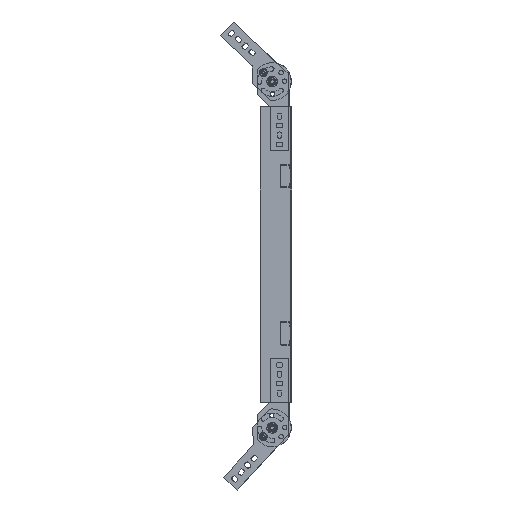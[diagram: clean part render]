
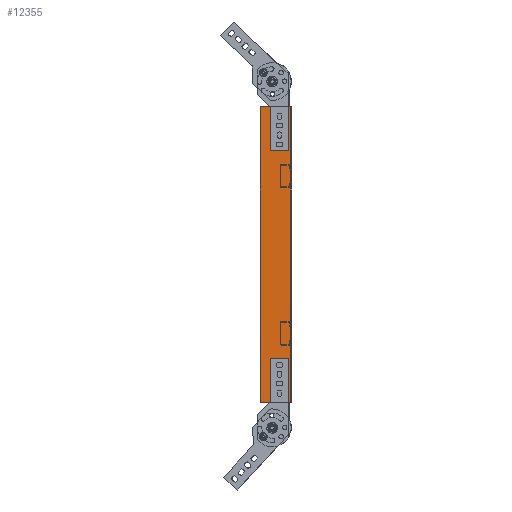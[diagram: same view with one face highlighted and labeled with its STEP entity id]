
A CAD part, left-side view. The second image highlights one B-rep face of the part: STEP entity #12355.
In plain terms, the highlighted planar face has unit normal (-1, 0, 0).
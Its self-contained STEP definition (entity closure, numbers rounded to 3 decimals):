
#668 = CARTESIAN_POINT ( 'NONE',  ( -384.243, -19.833, -235. ) ) ;
#672 = CARTESIAN_POINT ( 'NONE',  ( -384.243, 12.868, 165. ) ) ;
#681 = CARTESIAN_POINT ( 'NONE',  ( -384.243, 28.367, 235. ) ) ;
#687 = CARTESIAN_POINT ( 'NONE',  ( -384.243, -17.133, -235. ) ) ;
#694 = CARTESIAN_POINT ( 'NONE',  ( -384.243, 12.868, -165. ) ) ;
#866 = CARTESIAN_POINT ( 'NONE',  ( -384.243, -17.133, 235. ) ) ;
#868 = CARTESIAN_POINT ( 'NONE',  ( -384.243, -17.133, -165. ) ) ;
#877 = CARTESIAN_POINT ( 'NONE',  ( -384.243, 12.868, 235. ) ) ;
#879 = CARTESIAN_POINT ( 'NONE',  ( -384.243, 12.868, -235. ) ) ;
#880 = CARTESIAN_POINT ( 'NONE',  ( -384.243, -17.133, 165. ) ) ;
#890 = CARTESIAN_POINT ( 'NONE',  ( -384.243, 28.367, -235. ) ) ;
#898 = CARTESIAN_POINT ( 'NONE',  ( -384.243, -19.833, 235. ) ) ;
#2058 = VECTOR ( 'NONE', #2612, 1000. ) ;
#2059 = LINE ( 'NONE', #2613, #2058 ) ;
#2612 = DIRECTION ( 'NONE',  ( 0., 1., 0. ) ) ;
#2613 = CARTESIAN_POINT ( 'NONE',  ( -384.243, 28.367, -235. ) ) ;
#3583 = DIRECTION ( 'NONE',  ( 0., 1., 0. ) ) ;
#3585 = CARTESIAN_POINT ( 'NONE',  ( -384.243, 7.867, -165. ) ) ;
#3590 = DIRECTION ( 'NONE',  ( 0., 0., 1. ) ) ;
#3591 = CARTESIAN_POINT ( 'NONE',  ( -384.243, 12.868, -119.228 ) ) ;
#3594 = DIRECTION ( 'NONE',  ( 0., 1., 0. ) ) ;
#3601 = DIRECTION ( 'NONE',  ( 0., 0., 1. ) ) ;
#3605 = CARTESIAN_POINT ( 'NONE',  ( -384.243, 28.367, -235. ) ) ;
#3606 = DIRECTION ( 'NONE',  ( 0., 1., 0. ) ) ;
#3608 = CARTESIAN_POINT ( 'NONE',  ( -384.243, 28.367, 235. ) ) ;
#3610 = DIRECTION ( 'NONE',  ( 0., 0., -1. ) ) ;
#3616 = DIRECTION ( 'NONE',  ( 0., 1., 0. ) ) ;
#3618 = CARTESIAN_POINT ( 'NONE',  ( -384.243, 7.867, 165. ) ) ;
#3619 = DIRECTION ( 'NONE',  ( 0., 0., -1. ) ) ;
#3620 = CARTESIAN_POINT ( 'NONE',  ( -384.243, -17.133, 119.228 ) ) ;
#3622 = DIRECTION ( 'NONE',  ( 0., 1., 0. ) ) ;
#3624 = CARTESIAN_POINT ( 'NONE',  ( -384.243, 28.367, -235. ) ) ;
#3627 = CARTESIAN_POINT ( 'NONE',  ( -384.243, 12.868, 119.228 ) ) ;
#3636 = CARTESIAN_POINT ( 'NONE',  ( -384.243, 28.367, 235. ) ) ;
#3692 = CARTESIAN_POINT ( 'NONE',  ( -384.243, -17.133, -119.228 ) ) ;
#3702 = DIRECTION ( 'NONE',  ( 0., 0., 1. ) ) ;
#5706 = EDGE_LOOP ( 'NONE', ( #15654, #15653, #15652, #15651, #15650, #15649, #15648, #15647, #15646, #15645, #15644, #15643 ) ) ;
#6170 = AXIS2_PLACEMENT_3D ( 'NONE', #8288, #8276, #8275 ) ;
#8275 = DIRECTION ( 'NONE',  ( 0., -1., 0. ) ) ;
#8276 = DIRECTION ( 'NONE',  ( 1., 0., 0. ) ) ;
#8278 = PLANE ( 'NONE',  #6170 ) ;
#8288 = CARTESIAN_POINT ( 'NONE',  ( -384.243, 28.367, -235. ) ) ;
#8934 = EDGE_CURVE ( 'NONE', #17810, #17679, #16730, .T. ) ;
#9583 = EDGE_CURVE ( 'NONE', #17810, #17802, #2059, .T. ) ;
#11090 = VECTOR ( 'NONE', #3583, 1000. ) ;
#11093 = LINE ( 'NONE', #3585, #11090 ) ;
#11094 = VECTOR ( 'NONE', #3590, 1000. ) ;
#11096 = VECTOR ( 'NONE', #3594, 1000. ) ;
#11097 = LINE ( 'NONE', #3591, #11094 ) ;
#11102 = VECTOR ( 'NONE', #3601, 1000. ) ;
#11104 = VECTOR ( 'NONE', #3606, 1000. ) ;
#11105 = LINE ( 'NONE', #3605, #11102 ) ;
#11106 = VECTOR ( 'NONE', #3610, 1000. ) ;
#11107 = LINE ( 'NONE', #3608, #11104 ) ;
#11109 = LINE ( 'NONE', #3624, #11096 ) ;
#11110 = VECTOR ( 'NONE', #3616, 1000. ) ;
#11112 = VECTOR ( 'NONE', #3619, 1000. ) ;
#11113 = LINE ( 'NONE', #3618, #11110 ) ;
#11114 = VECTOR ( 'NONE', #3622, 1000. ) ;
#11115 = LINE ( 'NONE', #3620, #11112 ) ;
#11117 = LINE ( 'NONE', #3627, #11106 ) ;
#11119 = LINE ( 'NONE', #3636, #11114 ) ;
#11140 = VECTOR ( 'NONE', #3702, 1000. ) ;
#11142 = LINE ( 'NONE', #3692, #11140 ) ;
#11507 = FACE_OUTER_BOUND ( 'NONE', #5706, .T. ) ;
#12355 = ADVANCED_FACE ( 'NONE', ( #11507 ), #8278, .F. ) ;
#14486 = EDGE_CURVE ( 'NONE', #17802, #17687, #11142, .T. ) ;
#14503 = EDGE_CURVE ( 'NONE', #17679, #17689, #11119, .T. ) ;
#14504 = EDGE_CURVE ( 'NONE', #17689, #17683, #11115, .T. ) ;
#14505 = EDGE_CURVE ( 'NONE', #17683, #17808, #11113, .T. ) ;
#14507 = EDGE_CURVE ( 'NONE', #17693, #17808, #11117, .T. ) ;
#14508 = EDGE_CURVE ( 'NONE', #17693, #17804, #11107, .T. ) ;
#14509 = EDGE_CURVE ( 'NONE', #17675, #17804, #11105, .T. ) ;
#14512 = EDGE_CURVE ( 'NONE', #17685, #17675, #11109, .T. ) ;
#14513 = EDGE_CURVE ( 'NONE', #17685, #17800, #11097, .T. ) ;
#14515 = EDGE_CURVE ( 'NONE', #17687, #17800, #11093, .T. ) ;
#15643 = ORIENTED_EDGE ( 'NONE', *, *, #8934, .T. ) ;
#15644 = ORIENTED_EDGE ( 'NONE', *, *, #9583, .F. ) ;
#15645 = ORIENTED_EDGE ( 'NONE', *, *, #14486, .F. ) ;
#15646 = ORIENTED_EDGE ( 'NONE', *, *, #14515, .F. ) ;
#15647 = ORIENTED_EDGE ( 'NONE', *, *, #14513, .T. ) ;
#15648 = ORIENTED_EDGE ( 'NONE', *, *, #14512, .F. ) ;
#15649 = ORIENTED_EDGE ( 'NONE', *, *, #14509, .F. ) ;
#15650 = ORIENTED_EDGE ( 'NONE', *, *, #14508, .T. ) ;
#15651 = ORIENTED_EDGE ( 'NONE', *, *, #14507, .F. ) ;
#15652 = ORIENTED_EDGE ( 'NONE', *, *, #14505, .T. ) ;
#15653 = ORIENTED_EDGE ( 'NONE', *, *, #14504, .T. ) ;
#15654 = ORIENTED_EDGE ( 'NONE', *, *, #14503, .T. ) ;
#16722 = VECTOR ( 'NONE', #19063, 1000. ) ;
#16730 = LINE ( 'NONE', #19065, #16722 ) ;
#17675 = VERTEX_POINT ( 'NONE', #890 ) ;
#17679 = VERTEX_POINT ( 'NONE', #898 ) ;
#17683 = VERTEX_POINT ( 'NONE', #880 ) ;
#17685 = VERTEX_POINT ( 'NONE', #879 ) ;
#17687 = VERTEX_POINT ( 'NONE', #868 ) ;
#17689 = VERTEX_POINT ( 'NONE', #866 ) ;
#17693 = VERTEX_POINT ( 'NONE', #877 ) ;
#17800 = VERTEX_POINT ( 'NONE', #694 ) ;
#17802 = VERTEX_POINT ( 'NONE', #687 ) ;
#17804 = VERTEX_POINT ( 'NONE', #681 ) ;
#17808 = VERTEX_POINT ( 'NONE', #672 ) ;
#17810 = VERTEX_POINT ( 'NONE', #668 ) ;
#19063 = DIRECTION ( 'NONE',  ( 0., 0., 1. ) ) ;
#19065 = CARTESIAN_POINT ( 'NONE',  ( -384.243, -19.833, -235. ) ) ;
